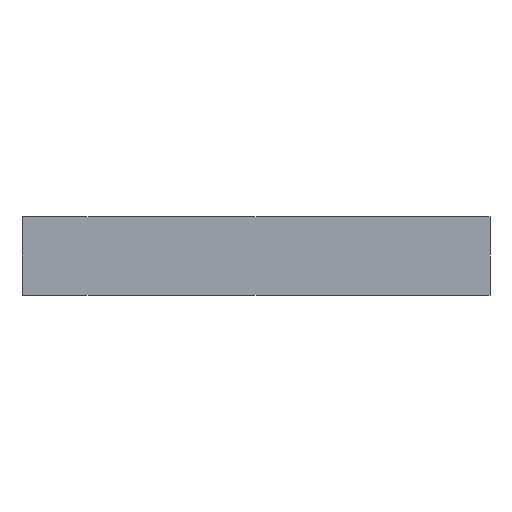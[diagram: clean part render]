
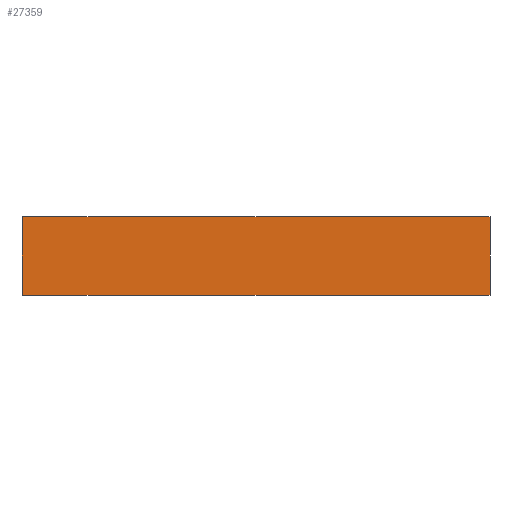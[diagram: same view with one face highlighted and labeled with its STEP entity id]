
A CAD part, front view. The second image highlights one B-rep face of the part: STEP entity #27359.
In plain terms, the highlighted planar face has unit normal (0, -1, 0).
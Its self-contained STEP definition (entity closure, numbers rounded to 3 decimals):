
#23853 = PLANE('',#23854);
#23854 = AXIS2_PLACEMENT_3D('',#23855,#23856,#23857);
#23855 = CARTESIAN_POINT('',(0.,0.,-1.6
    ));
#23856 = DIRECTION('',(0.,0.,-1.));
#23857 = DIRECTION('',(-1.,0.,0.));
#23934 = PLANE('',#23935);
#23935 = AXIS2_PLACEMENT_3D('',#23936,#23937,#23938);
#23936 = CARTESIAN_POINT('',(0.,0.,1.6)
  );
#23937 = DIRECTION('',(0.,0.,1.));
#23938 = DIRECTION('',(0.,1.,0.));
#25304 = EDGE_CURVE('',#25305,#25307,#25309,.T.);
#25305 = VERTEX_POINT('',#25306);
#25306 = CARTESIAN_POINT('',(-9.5,-82.5,-1.6));
#25307 = VERTEX_POINT('',#25308);
#25308 = CARTESIAN_POINT('',(9.5,-82.5,-1.6));
#25309 = SURFACE_CURVE('',#25310,(#25314,#25321),.PCURVE_S1.);
#25310 = LINE('',#25311,#25312);
#25311 = CARTESIAN_POINT('',(-9.5,-82.5,-1.6));
#25312 = VECTOR('',#25313,1.);
#25313 = DIRECTION('',(1.,-0.,0.));
#25314 = PCURVE('',#23853,#25315);
#25315 = DEFINITIONAL_REPRESENTATION('',(#25316),#25320);
#25316 = LINE('',#25317,#25318);
#25317 = CARTESIAN_POINT('',(9.5,-82.5));
#25318 = VECTOR('',#25319,1.);
#25319 = DIRECTION('',(-1.,0.));
#25320 = ( GEOMETRIC_REPRESENTATION_CONTEXT(2) 
PARAMETRIC_REPRESENTATION_CONTEXT() REPRESENTATION_CONTEXT('2D SPACE',''
  ) );
#25321 = PCURVE('',#25322,#25327);
#25322 = PLANE('',#25323);
#25323 = AXIS2_PLACEMENT_3D('',#25324,#25325,#25326);
#25324 = CARTESIAN_POINT('',(0.,-82.5,0.));
#25325 = DIRECTION('',(0.,-1.,0.));
#25326 = DIRECTION('',(0.,0.,-1.));
#25327 = DEFINITIONAL_REPRESENTATION('',(#25328),#25332);
#25328 = LINE('',#25329,#25330);
#25329 = CARTESIAN_POINT('',(1.6,-9.5));
#25330 = VECTOR('',#25331,1.);
#25331 = DIRECTION('',(0.,1.));
#25332 = ( GEOMETRIC_REPRESENTATION_CONTEXT(2) 
PARAMETRIC_REPRESENTATION_CONTEXT() REPRESENTATION_CONTEXT('2D SPACE',''
  ) );
#25350 = PLANE('',#25351);
#25351 = AXIS2_PLACEMENT_3D('',#25352,#25353,#25354);
#25352 = CARTESIAN_POINT('',(-9.5,-70.,0.));
#25353 = DIRECTION('',(-1.,0.,0.));
#25354 = DIRECTION('',(0.,0.,-1.));
#25661 = PLANE('',#25662);
#25662 = AXIS2_PLACEMENT_3D('',#25663,#25664,#25665);
#25663 = CARTESIAN_POINT('',(9.5,-70.,0.));
#25664 = DIRECTION('',(1.,0.,0.));
#25665 = DIRECTION('',(0.,0.,1.));
#25682 = EDGE_CURVE('',#25683,#25685,#25687,.T.);
#25683 = VERTEX_POINT('',#25684);
#25684 = CARTESIAN_POINT('',(9.5,-82.5,1.6));
#25685 = VERTEX_POINT('',#25686);
#25686 = CARTESIAN_POINT('',(-9.5,-82.5,1.6));
#25687 = SURFACE_CURVE('',#25688,(#25692,#25699),.PCURVE_S1.);
#25688 = LINE('',#25689,#25690);
#25689 = CARTESIAN_POINT('',(9.5,-82.5,1.6));
#25690 = VECTOR('',#25691,1.);
#25691 = DIRECTION('',(-1.,0.,0.));
#25692 = PCURVE('',#23934,#25693);
#25693 = DEFINITIONAL_REPRESENTATION('',(#25694),#25698);
#25694 = LINE('',#25695,#25696);
#25695 = CARTESIAN_POINT('',(-82.5,-9.5));
#25696 = VECTOR('',#25697,1.);
#25697 = DIRECTION('',(0.,1.));
#25698 = ( GEOMETRIC_REPRESENTATION_CONTEXT(2) 
PARAMETRIC_REPRESENTATION_CONTEXT() REPRESENTATION_CONTEXT('2D SPACE',''
  ) );
#25699 = PCURVE('',#25322,#25700);
#25700 = DEFINITIONAL_REPRESENTATION('',(#25701),#25705);
#25701 = LINE('',#25702,#25703);
#25702 = CARTESIAN_POINT('',(-1.6,9.5));
#25703 = VECTOR('',#25704,1.);
#25704 = DIRECTION('',(0.,-1.));
#25705 = ( GEOMETRIC_REPRESENTATION_CONTEXT(2) 
PARAMETRIC_REPRESENTATION_CONTEXT() REPRESENTATION_CONTEXT('2D SPACE',''
  ) );
#27359 = ADVANCED_FACE('',(#27360),#25322,.T.);
#27360 = FACE_BOUND('',#27361,.T.);
#27361 = EDGE_LOOP('',(#27362,#27363,#27384,#27385));
#27362 = ORIENTED_EDGE('',*,*,#25304,.T.);
#27363 = ORIENTED_EDGE('',*,*,#27364,.F.);
#27364 = EDGE_CURVE('',#25683,#25307,#27365,.T.);
#27365 = SURFACE_CURVE('',#27366,(#27370,#27377),.PCURVE_S1.);
#27366 = LINE('',#27367,#27368);
#27367 = CARTESIAN_POINT('',(9.5,-82.5,1.6));
#27368 = VECTOR('',#27369,1.);
#27369 = DIRECTION('',(0.,0.,-1.));
#27370 = PCURVE('',#25322,#27371);
#27371 = DEFINITIONAL_REPRESENTATION('',(#27372),#27376);
#27372 = LINE('',#27373,#27374);
#27373 = CARTESIAN_POINT('',(-1.6,9.5));
#27374 = VECTOR('',#27375,1.);
#27375 = DIRECTION('',(1.,0.));
#27376 = ( GEOMETRIC_REPRESENTATION_CONTEXT(2) 
PARAMETRIC_REPRESENTATION_CONTEXT() REPRESENTATION_CONTEXT('2D SPACE',''
  ) );
#27377 = PCURVE('',#25661,#27378);
#27378 = DEFINITIONAL_REPRESENTATION('',(#27379),#27383);
#27379 = LINE('',#27380,#27381);
#27380 = CARTESIAN_POINT('',(1.6,12.5));
#27381 = VECTOR('',#27382,1.);
#27382 = DIRECTION('',(-1.,0.));
#27383 = ( GEOMETRIC_REPRESENTATION_CONTEXT(2) 
PARAMETRIC_REPRESENTATION_CONTEXT() REPRESENTATION_CONTEXT('2D SPACE',''
  ) );
#27384 = ORIENTED_EDGE('',*,*,#25682,.T.);
#27385 = ORIENTED_EDGE('',*,*,#27386,.T.);
#27386 = EDGE_CURVE('',#25685,#25305,#27387,.T.);
#27387 = SURFACE_CURVE('',#27388,(#27392,#27399),.PCURVE_S1.);
#27388 = LINE('',#27389,#27390);
#27389 = CARTESIAN_POINT('',(-9.5,-82.5,1.6));
#27390 = VECTOR('',#27391,1.);
#27391 = DIRECTION('',(0.,0.,-1.));
#27392 = PCURVE('',#25322,#27393);
#27393 = DEFINITIONAL_REPRESENTATION('',(#27394),#27398);
#27394 = LINE('',#27395,#27396);
#27395 = CARTESIAN_POINT('',(-1.6,-9.5));
#27396 = VECTOR('',#27397,1.);
#27397 = DIRECTION('',(1.,0.));
#27398 = ( GEOMETRIC_REPRESENTATION_CONTEXT(2) 
PARAMETRIC_REPRESENTATION_CONTEXT() REPRESENTATION_CONTEXT('2D SPACE',''
  ) );
#27399 = PCURVE('',#25350,#27400);
#27400 = DEFINITIONAL_REPRESENTATION('',(#27401),#27405);
#27401 = LINE('',#27402,#27403);
#27402 = CARTESIAN_POINT('',(-1.6,12.5));
#27403 = VECTOR('',#27404,1.);
#27404 = DIRECTION('',(1.,0.));
#27405 = ( GEOMETRIC_REPRESENTATION_CONTEXT(2) 
PARAMETRIC_REPRESENTATION_CONTEXT() REPRESENTATION_CONTEXT('2D SPACE',''
  ) );
